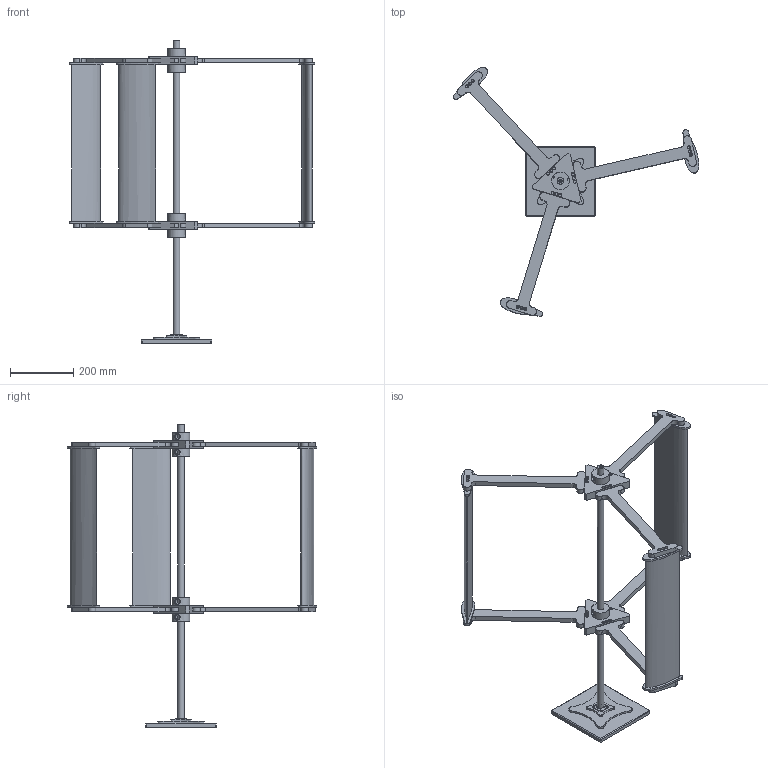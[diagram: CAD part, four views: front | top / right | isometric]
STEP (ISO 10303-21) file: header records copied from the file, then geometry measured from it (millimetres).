
FILE_DESCRIPTION(('FreeCAD Model'),'2;1');
FILE_NAME('Open CASCADE Shape Model','2025-04-30T07:47:36',('FreeCAD'),( 'FreeCAD'),'Open CASCADE STEP processor 7.6','FreeCAD','Unknown');
FILE_SCHEMA(('AUTOMOTIVE_DESIGN { 1 0 10303 214 1 1 1 1 }'));
Products named in the file (1): Open CASCADE STEP translator 7.6 1
Bounding box: 777.79 x 788.35 x 956.39 mm (x, y, z)
Volume: 6008524.1 mm3; surface area: 1109688.3 mm2
Topology: 21 solids, 39 shells, 1110 faces, 2753 edges, 1789 vertices
Faces by surface type: bspline 1110
Entity records: 67972 total; most frequent: CARTESIAN_POINT 51409, ORIENTED_EDGE 5464, EDGE_CURVE 2732, B_SPLINE_CURVE_WITH_KNOTS 1983, VERTEX_POINT 1783, FACE_BOUND 1385, EDGE_LOOP 1385, ADVANCED_FACE 1110
